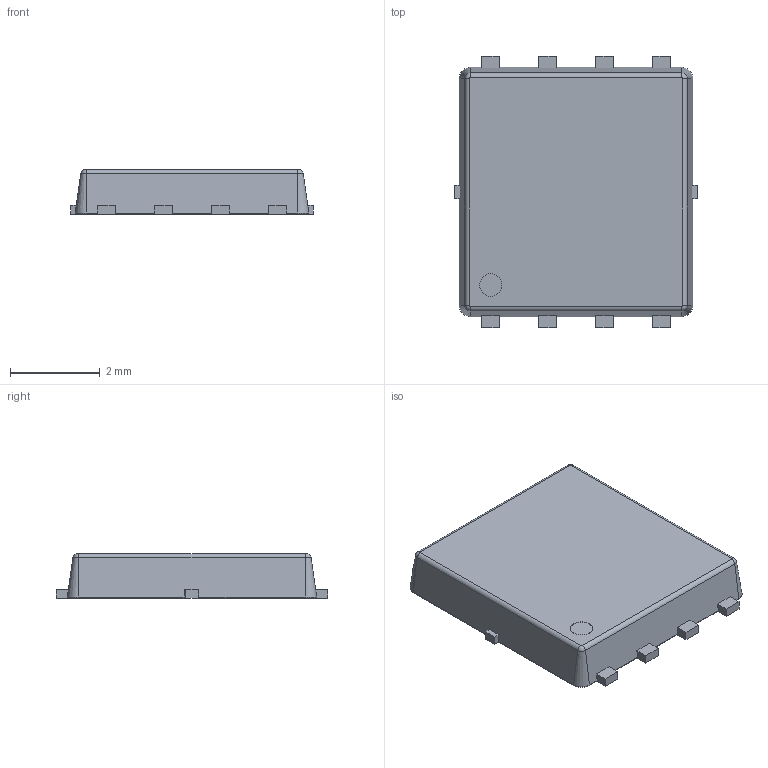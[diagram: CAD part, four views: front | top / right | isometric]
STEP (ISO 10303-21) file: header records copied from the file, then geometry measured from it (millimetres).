
FILE_DESCRIPTION (( 'STEP AP214' ), '1' );
FILE_NAME ('CD10B0CA-25D3-4D15-B1E9-3FC308DFB0E8.STEP', '2024-01-14T12:20:30', ( '' ), ( '' ), 'SwSTEP 2.0', 'SolidWorks 2022', '' );
FILE_SCHEMA (( 'AUTOMOTIVE_DESIGN' ));
Length unit declared in the file: millimetre
Products named in the file (1): CD10B0CA-25D3-4D15-B1E9-3FC308DFB0E8
Bounding box: 5.4 x 6.05 x 1 mm (x, y, z)
Volume: 27.4 mm3; surface area: 77.6 mm2
Topology: 1 solids, 1 shells, 129 faces, 362 edges, 236 vertices
Faces by surface type: plane 91, cylinder 26, torus 8, cone 4
Entity records: 4670 total; most frequent: CARTESIAN_POINT 752, ORIENTED_EDGE 724, DIRECTION 674, EDGE_CURVE 362, LINE 294, VECTOR 294, VERTEX_POINT 236, AXIS2_PLACEMENT_3D 190
